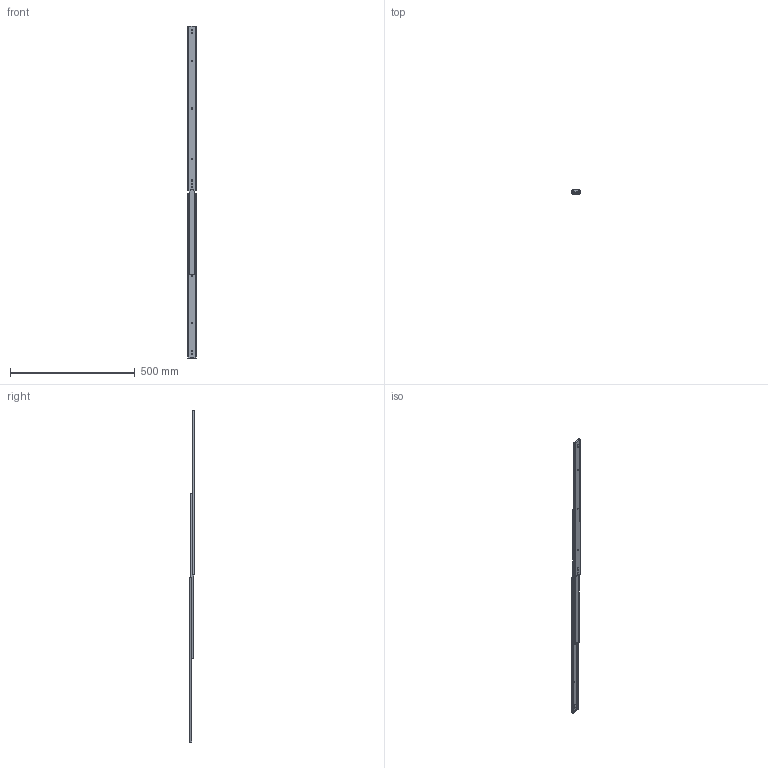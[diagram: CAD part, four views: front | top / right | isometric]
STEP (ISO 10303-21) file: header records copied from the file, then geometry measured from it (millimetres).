
FILE_DESCRIPTION (( 'STEP AP214' ), '1' );
FILE_NAME ('telescopic-3560-650-Rollco.step', '2023-11-07T13:13:19', ( '' ), ( '' ), 'SwSTEP 2.0', 'SolidWorks 2010', '' );
FILE_SCHEMA (( 'AUTOMOTIVE_DESIGN' ));
Length unit declared in the file: millimetre
Products named in the file (3): inner-profile-3560-650-Rollco_inner-profile-3560-650-rollco; outer-profile-3560-650-Rollco_outer-profile-3560-650-rollco; telescopic-3560-650-Rollco
Assembly tree (4 placements, depth 2):
  telescopic-3560-650-Rollco
    inner-profile-3560-650-Rollco_inner-profile-3560-650-rollco  x2
    outer-profile-3560-650-Rollco_outer-profile-3560-650-rollco  x2
Bounding box: 35.03 x 19.56 x 1330.4 mm (x, y, z)
Volume: 165964.7 mm3; surface area: 214174.9 mm2
Topology: 4 solids, 4 shells, 176 faces, 500 edges, 332 vertices
Faces by surface type: plane 106, cylinder 70
Entity records: 3026 total; most frequent: CARTESIAN_POINT 511, DIRECTION 510, ORIENTED_EDGE 500, EDGE_CURVE 250, LINE 180, VECTOR 180, VERTEX_POINT 166, AXIS2_PLACEMENT_3D 165
